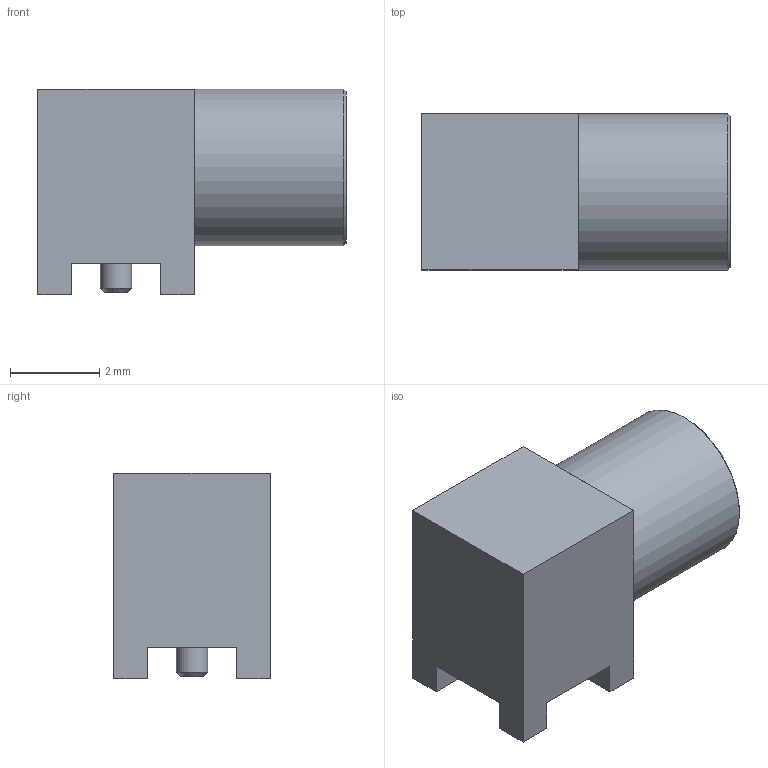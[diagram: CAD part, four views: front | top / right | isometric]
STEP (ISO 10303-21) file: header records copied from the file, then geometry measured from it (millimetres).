
FILE_DESCRIPTION(/* description */ ('Unknown'),/* implementation_level */ '2;1');
FILE_NAME(/* name */ 'Wurth 66011102111302.step',/* time_stamp */ '2024-07-24T03:45:00+01:00',/* author */ (''),/* organization */ (''),/* preprocessor_version */ 'ST-DEVELOPER v20',/* originating_system */ 'Autodesk Translation Framework v13.14.0.145',/* authorisation */ '');
FILE_SCHEMA (('AUTOMOTIVE_DESIGN { 1 0 10303 214 3 1 1 }'));
Length unit declared in the file: millimetre
Products named in the file (1): Pièce9
Bounding box: 6.9 x 3.5 x 4.6 mm (x, y, z)
Surface area: 335 mm2
Topology: 2 solids, 2 shells, 102 faces, 238 edges, 150 vertices
Faces by surface type: plane 60, cylinder 26, cone 16
Full cylindrical faces by diameter (mm): 0.7 x2, 2.2 x2, 2.25 x2, 2.42 x2, 2.9 x2, 3.02 x2, 3.5 x2
Entity records: 3064 total; most frequent: DIRECTION 530, CARTESIAN_POINT 515, ORIENTED_EDGE 476, EDGE_CURVE 238, AXIS2_PLACEMENT_3D 197, VERTEX_POINT 150, LINE 136, VECTOR 136
